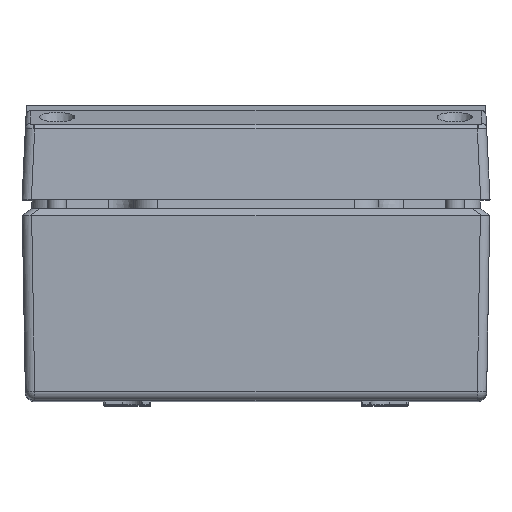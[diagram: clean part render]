
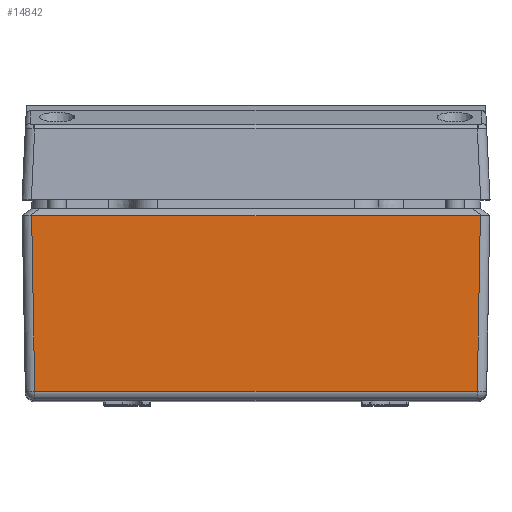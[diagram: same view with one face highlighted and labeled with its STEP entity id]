
A CAD part, top view. The second image highlights one B-rep face of the part: STEP entity #14842.
In plain terms, the highlighted planar face has unit normal (0, -0.018, 1).
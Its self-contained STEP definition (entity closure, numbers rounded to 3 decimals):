
#2492=FACE_OUTER_BOUND('',#3621,.T.);
#3621=EDGE_LOOP('',(#12593,#12594,#12595,#12596));
#4823=LINE('',#35710,#5647);
#4824=LINE('',#35712,#5648);
#4825=LINE('',#35714,#5649);
#4826=LINE('',#35715,#5650);
#5647=VECTOR('',#20142,1000.);
#5648=VECTOR('',#20143,1000.);
#5649=VECTOR('',#20144,1000.);
#5650=VECTOR('',#20145,1000.);
#7238=VERTEX_POINT('',#35708);
#7239=VERTEX_POINT('',#35709);
#7240=VERTEX_POINT('',#35711);
#7241=VERTEX_POINT('',#35713);
#9101=EDGE_CURVE('',#7238,#7239,#4823,.T.);
#9102=EDGE_CURVE('',#7239,#7240,#4824,.T.);
#9103=EDGE_CURVE('',#7240,#7241,#4825,.T.);
#9104=EDGE_CURVE('',#7241,#7238,#4826,.T.);
#12593=ORIENTED_EDGE('',*,*,#9101,.T.);
#12594=ORIENTED_EDGE('',*,*,#9102,.T.);
#12595=ORIENTED_EDGE('',*,*,#9103,.T.);
#12596=ORIENTED_EDGE('',*,*,#9104,.T.);
#14103=PLANE('',#16471);
#14842=ADVANCED_FACE('',(#2492),#14103,.T.);
#16471=AXIS2_PLACEMENT_3D('',#35707,#20140,#20141);
#20140=DIRECTION('center_axis',(0.,-0.017,1.));
#20141=DIRECTION('ref_axis',(0.,-1.,-0.017));
#20142=DIRECTION('',(1.,0.,0.));
#20143=DIRECTION('',(0.017,1.,0.017));
#20144=DIRECTION('',(-1.,0.,0.));
#20145=DIRECTION('',(0.017,-1.,-0.017));
#35707=CARTESIAN_POINT('Origin',(-50.,0.,80.));
#35708=CARTESIAN_POINT('',(-47.284,-41.035,79.284));
#35709=CARTESIAN_POINT('',(47.284,-41.035,79.284));
#35710=CARTESIAN_POINT('',(49.249,-41.035,79.284));
#35711=CARTESIAN_POINT('',(47.939,-3.5,79.939));
#35712=CARTESIAN_POINT('',(47.97,-1.71,79.97));
#35713=CARTESIAN_POINT('',(-47.939,-3.5,79.939));
#35714=CARTESIAN_POINT('',(-50.,-3.5,79.939));
#35715=CARTESIAN_POINT('',(-48.001,0.035,80.001));
